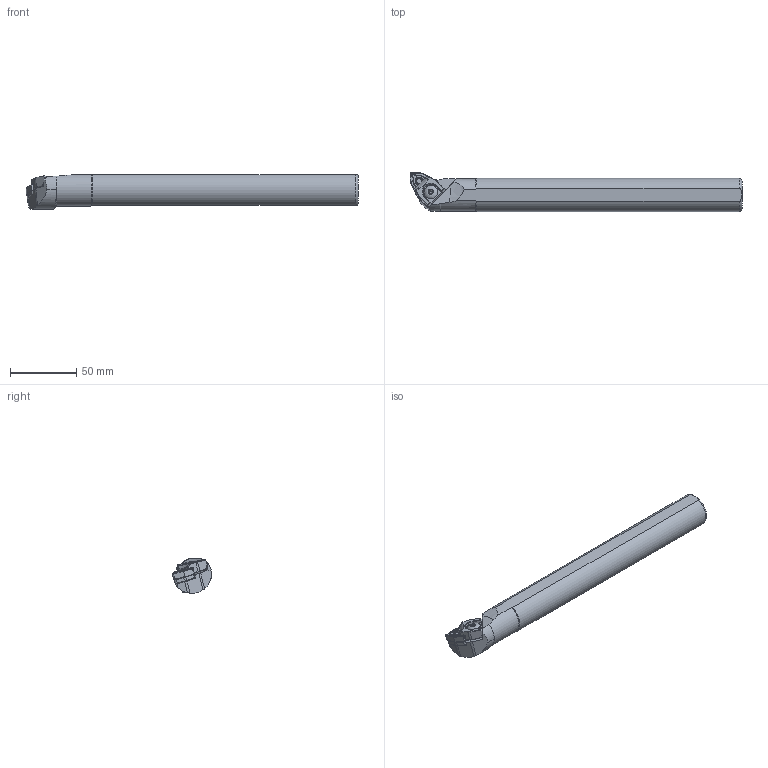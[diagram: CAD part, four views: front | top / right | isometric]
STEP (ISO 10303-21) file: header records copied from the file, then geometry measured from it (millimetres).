
FILE_DESCRIPTION(/* description */ (''),/* implementation_level */ '2;1');
FILE_NAME(/* name */ 'S25S-MWLNL-08-LIGHT.stp',/* time_stamp */ '2023-10-19T11:06:40+03:00',/* author */ (''),/* organization */ (''),/* preprocessor_version */ 'ST-DEVELOPER v19.4',/* originating_system */ 'SIEMENS PLM Software NX2306.3001',/* authorisation */ '');
FILE_SCHEMA (('AUTOMOTIVE_DESIGN { 1 0 10303 214 3 1 1 1 }'));
Length unit declared in the file: millimetre
Products named in the file (1): S25S MWLNR 08-LIGHT_objects
Bounding box: 250 x 29.5 x 26.1 mm (x, y, z)
Volume: 115141 mm3; surface area: 21965.4 mm2
Topology: 2 solids, 3 shells, 353 faces, 883 edges, 534 vertices
Faces by surface type: plane 124, cylinder 108, bspline 42, cone 40, sphere 20, torus 18, extrusion 1
Full cylindrical faces by diameter (mm): 4.8 x1, 5 x1, 5.1 x1, 5.9 x1, 6 x1, 6.5 x1
Entity records: 13161 total; most frequent: CARTESIAN_POINT 4263, ORIENTED_EDGE 1674, DIRECTION 1636, EDGE_CURVE 837, AXIS2_PLACEMENT_3D 642, VERTEX_POINT 521, EDGE_LOOP 391, ADVANCED_FACE 353
